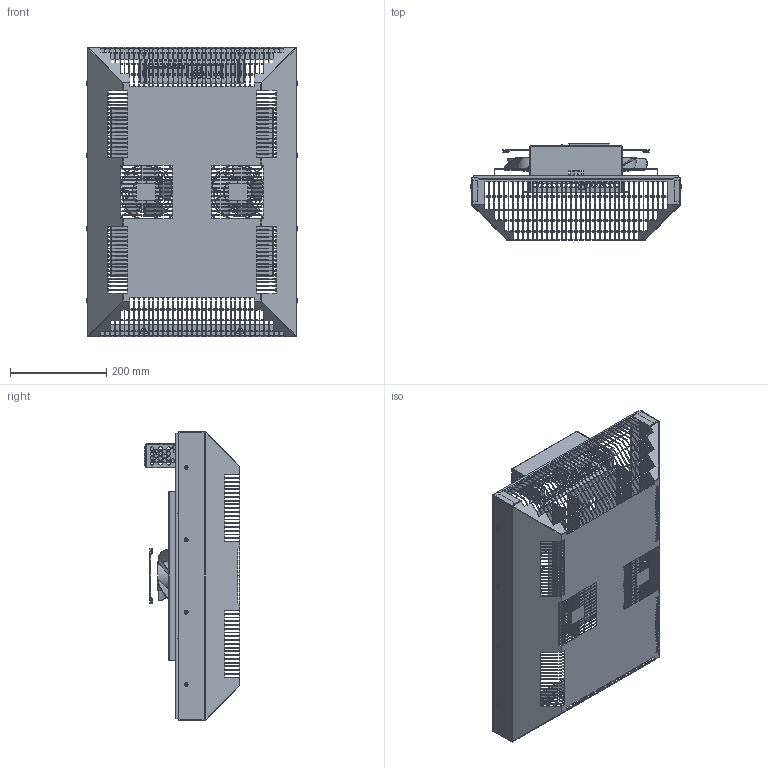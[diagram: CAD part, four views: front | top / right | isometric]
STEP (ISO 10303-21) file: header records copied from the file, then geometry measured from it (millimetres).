
FILE_DESCRIPTION((''),'2;1');
FILE_NAME('TG6405-IJ-COMPLETE_ASM_1_ASM','2023-09-20T15:48:01',('alexcam'),(''),'CREO PARAMETRIC BY PTC INC, 2018500','CREO PARAMETRIC BY PTC INC, 2018500','');
FILE_SCHEMA(('AUTOMOTIVE_DESIGN { 1 0 10303 214 1 1 1 1 }'));
Products named in the file (24): 4114NXHHU_HOUSING_1; 4114NXHHU_IMPELLER_1; 4114NXHHU_ASM_1_ASM; FINGER_GUARD_119X119_AXIAL_FAN_; TG3200_SUPU_INTDEFL_1; TG3200_SUPU_INTDEFL_ASM_1_ASM; TG3200601-SEIFCTRL-WO-AMB-DEFL__ASM; TG6405-SC-1PC-HOUSING_ASM_1_ASM; TG6505-IJ-COVER_1; SCREW_DIN_7985-M4X10-A2_1; TG6505-IJ-COVER_ASM_1_ASM; TG6405-SC-MOUNTING-GASKET_1; TG6405-SC-MOUNTING-GASKET2_1; TG6105-IJ-CNTRLR-BKT_1; TG6105-IJ-CNTRLR-BKT-MNF_ASM_1_ASM; CAREL-IJ_1; MC-PB7_62H04C-F_1; MC-RJ7_62H04P_1_2; MC-RJ7_62H04P_1_ASM; MC-7_62-4-PUSH-IN-ASSEMBLY_ASM__ASM; MC-PB5_08H05C-F_1; MC-5-5-PUSH-IN-ASSEMBLY_ASM_1_ASM; TG6105-IJ-CONTROLLER-BKT_ASM_1_ASM; TG6405-IJ-COMPLETE_ASM_1_ASM
Assembly tree (33 placements, depth 5):
  TG6405-IJ-COMPLETE_ASM_1_ASM
    TG6405-SC-1PC-HOUSING_ASM_1_ASM
      TG3200601-SEIFCTRL-WO-AMB-DEFL__ASM  x2
        4114NXHHU_ASM_1_ASM
          4114NXHHU_HOUSING_1
          4114NXHHU_IMPELLER_1
        FINGER_GUARD_119X119_AXIAL_FAN_
        TG3200_SUPU_INTDEFL_ASM_1_ASM
          TG3200_SUPU_INTDEFL_1
    TG6505-IJ-COVER_ASM_1_ASM
      TG6505-IJ-COVER_1
      SCREW_DIN_7985-M4X10-A2_1  x8
    TG6405-SC-MOUNTING-GASKET_1  x2
    TG6405-SC-MOUNTING-GASKET2_1  x2
    TG6105-IJ-CONTROLLER-BKT_ASM_1_ASM
      TG6105-IJ-CNTRLR-BKT-MNF_ASM_1_ASM
        TG6105-IJ-CNTRLR-BKT_1
      CAREL-IJ_1
      MC-7_62-4-PUSH-IN-ASSEMBLY_ASM__ASM
        MC-PB7_62H04C-F_1
        MC-RJ7_62H04P_1_ASM
          MC-RJ7_62H04P_1_2
      MC-5-5-PUSH-IN-ASSEMBLY_ASM_1_ASM
        MC-PB5_08H05C-F_1
Bounding box: 439.09 x 198.9 x 600 mm (x, y, z)
Volume: 911935.4 mm3; surface area: 1207408.9 mm2
Topology: 24 solids, 37 shells, 6471 faces, 18146 edges, 11295 vertices
Faces by surface type: plane 4331, cylinder 1399, torus 226, cone 219, bspline 218, extrusion 62, sphere 16
Entity records: 247244 total; most frequent: CARTESIAN_POINT 49601, ORIENTED_EDGE 32202, DIRECTION 29072, EDGE_CURVE 16101, PRESENTATION_STYLE_ASSIGNMENT 14256, STYLED_ITEM 14203, CURVE_STYLE 13197, VECTOR 12626
